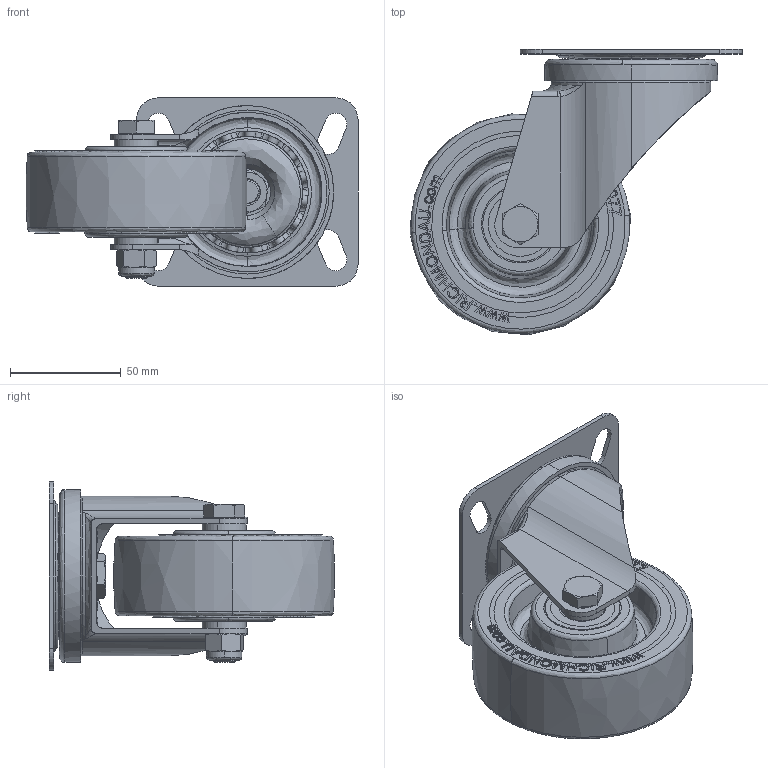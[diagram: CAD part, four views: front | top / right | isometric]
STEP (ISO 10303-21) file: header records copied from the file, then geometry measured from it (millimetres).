
FILE_DESCRIPTION (( 'STEP AP203' ), '1' );
FILE_NAME ('S4042.STEP', '2020-02-24T01:31:23', ( '' ), ( '' ), 'SwSTEP 2.0', 'SolidWorks 2013', '' );
FILE_SCHEMA (( 'CONFIG_CONTROL_DESIGN' ));
Length unit declared in the file: millimetre
Products named in the file (1): S4042
Bounding box: 149.78 x 128.6 x 85 mm (x, y, z)
Volume: 327530.6 mm3; surface area: 132199.5 mm2
Topology: 58 solids, 59 shells, 1465 faces, 4102 edges, 2539 vertices
Faces by surface type: plane 681, bspline 509, cylinder 193, cone 82
Entity records: 67180 total; most frequent: CARTESIAN_POINT 33298, ORIENTED_EDGE 7916, DIRECTION 5823, EDGE_CURVE 3958, VERTEX_POINT 2539, AXIS2_PLACEMENT_3D 1992, LINE 1839, VECTOR 1839
